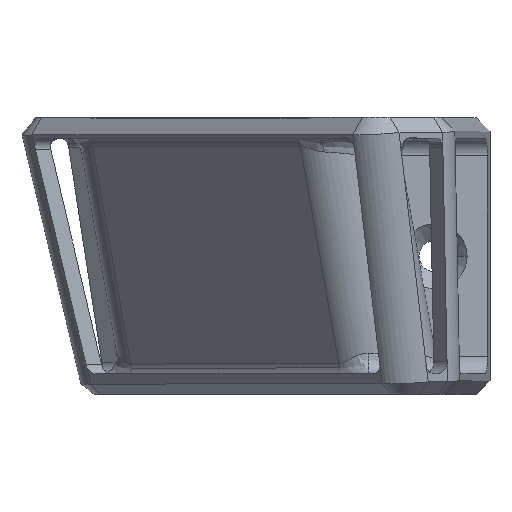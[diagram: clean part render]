
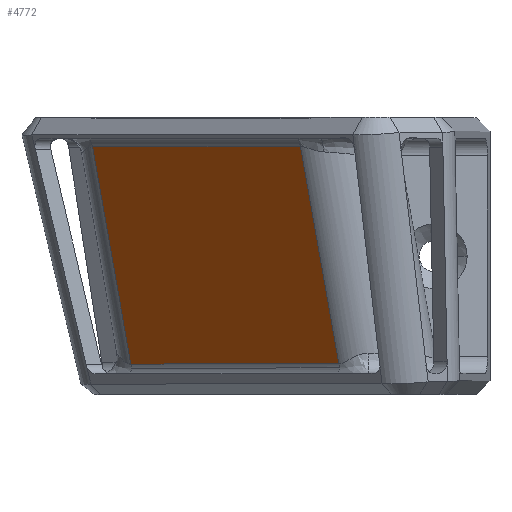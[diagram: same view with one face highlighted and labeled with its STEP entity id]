
A CAD part, top view. The second image highlights one B-rep face of the part: STEP entity #4772.
In plain terms, the highlighted planar face has unit normal (-0.686, -0.242, 0.686).
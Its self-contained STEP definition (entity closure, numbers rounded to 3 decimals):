
#364 = EDGE_CURVE ( 'NONE', #5116, #3360, #1570, .T. ) ;
#371 = FACE_OUTER_BOUND ( 'NONE', #431, .T. ) ;
#431 = EDGE_LOOP ( 'NONE', ( #4181, #1341, #5585, #3898 ) ) ;
#629 = VECTOR ( 'NONE', #4624, 1000. ) ;
#721 = AXIS2_PLACEMENT_3D ( 'NONE', #3009, #2106, #1160 ) ;
#791 = VECTOR ( 'NONE', #3387, 1000. ) ;
#988 = EDGE_CURVE ( 'NONE', #3076, #3360, #3837, .T. ) ;
#1160 = DIRECTION ( 'NONE',  ( -0.707, 0., -0.707 ) ) ;
#1192 = PLANE ( 'NONE',  #721 ) ;
#1228 = CARTESIAN_POINT ( 'NONE',  ( 148.43, 145.787, -182.725 ) ) ;
#1341 = ORIENTED_EDGE ( 'NONE', *, *, #364, .T. ) ;
#1383 = CARTESIAN_POINT ( 'NONE',  ( 150.551, 145.787, -180.603 ) ) ;
#1570 = LINE ( 'NONE', #1228, #791 ) ;
#1639 = CARTESIAN_POINT ( 'NONE',  ( 180.603, 145.787, -150.551 ) ) ;
#1957 = DIRECTION ( 'NONE',  ( 0.707, 0., 0.707 ) ) ;
#2044 = CARTESIAN_POINT ( 'NONE',  ( 153.977, 114.405, -188.272 ) ) ;
#2069 = EDGE_CURVE ( 'NONE', #3076, #3095, #5441, .T. ) ;
#2106 = DIRECTION ( 'NONE',  ( 0.686, 0.243, -0.686 ) ) ;
#2323 = CARTESIAN_POINT ( 'NONE',  ( 186.151, 114.405, -156.099 ) ) ;
#2529 = VECTOR ( 'NONE', #1957, 1000. ) ;
#2543 = DIRECTION ( 'NONE',  ( -0.171, 0.97, 0.171 ) ) ;
#3009 = CARTESIAN_POINT ( 'NONE',  ( 222.692, -274.304, -256.987 ) ) ;
#3076 = VERTEX_POINT ( 'NONE', #5297 ) ;
#3095 = VERTEX_POINT ( 'NONE', #2323 ) ;
#3144 = CARTESIAN_POINT ( 'NONE',  ( 254.865, -274.304, -224.813 ) ) ;
#3360 = VERTEX_POINT ( 'NONE', #1383 ) ;
#3387 = DIRECTION ( 'NONE',  ( -0.707, 0., -0.707 ) ) ;
#3837 = LINE ( 'NONE', #4851, #5072 ) ;
#3898 = ORIENTED_EDGE ( 'NONE', *, *, #2069, .T. ) ;
#4181 = ORIENTED_EDGE ( 'NONE', *, *, #4412, .F. ) ;
#4412 = EDGE_CURVE ( 'NONE', #5116, #3095, #4498, .T. ) ;
#4498 = LINE ( 'NONE', #3144, #629 ) ;
#4624 = DIRECTION ( 'NONE',  ( 0.171, -0.97, -0.171 ) ) ;
#4772 = ADVANCED_FACE ( 'NONE', ( #371 ), #1192, .F. ) ;
#4851 = CARTESIAN_POINT ( 'NONE',  ( 224.813, -274.304, -254.865 ) ) ;
#5072 = VECTOR ( 'NONE', #2543, 1000. ) ;
#5116 = VERTEX_POINT ( 'NONE', #1639 ) ;
#5297 = CARTESIAN_POINT ( 'NONE',  ( 156.099, 114.405, -186.151 ) ) ;
#5441 = LINE ( 'NONE', #2044, #2529 ) ;
#5585 = ORIENTED_EDGE ( 'NONE', *, *, #988, .F. ) ;
